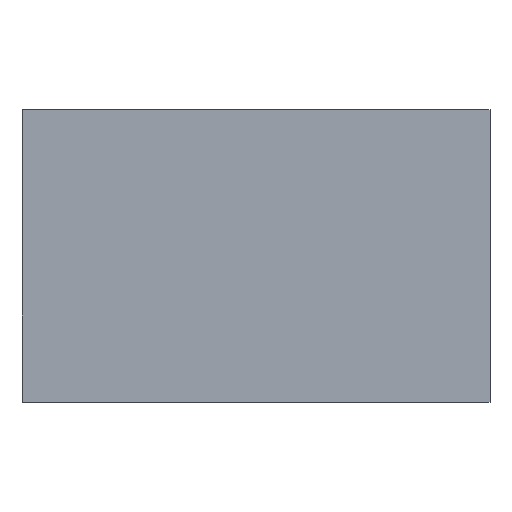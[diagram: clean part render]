
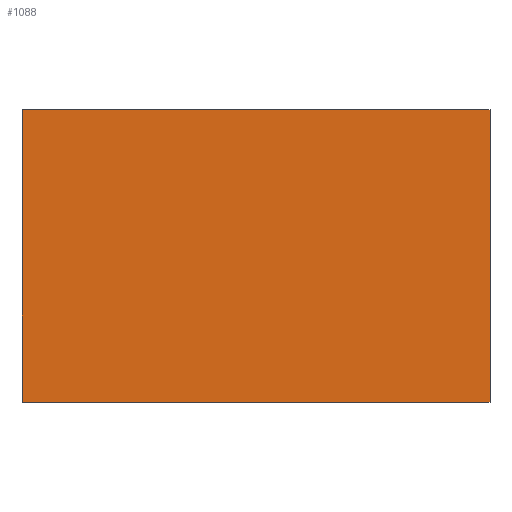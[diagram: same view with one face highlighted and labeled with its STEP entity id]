
A CAD part, top view. The second image highlights one B-rep face of the part: STEP entity #1088.
In plain terms, the highlighted planar face has unit normal (0, 0, 1).
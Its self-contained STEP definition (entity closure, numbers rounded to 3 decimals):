
#150=FACE_OUTER_BOUND('',#207,.T.);
#207=EDGE_LOOP('',(#948,#949,#950,#951));
#311=LINE('',#2003,#419);
#313=LINE('',#2007,#421);
#316=LINE('',#2012,#424);
#319=LINE('',#2016,#427);
#419=VECTOR('',#1300,10.);
#421=VECTOR('',#1304,10.);
#424=VECTOR('',#1309,10.);
#427=VECTOR('',#1314,10.);
#528=VERTEX_POINT('',#2000);
#529=VERTEX_POINT('',#2002);
#530=VERTEX_POINT('',#2006);
#531=VERTEX_POINT('',#2011);
#679=EDGE_CURVE('',#528,#529,#311,.T.);
#681=EDGE_CURVE('',#529,#530,#313,.T.);
#684=EDGE_CURVE('',#530,#531,#316,.T.);
#687=EDGE_CURVE('',#531,#528,#319,.T.);
#948=ORIENTED_EDGE('',*,*,#679,.F.);
#949=ORIENTED_EDGE('',*,*,#687,.F.);
#950=ORIENTED_EDGE('',*,*,#684,.F.);
#951=ORIENTED_EDGE('',*,*,#681,.F.);
#1031=PLANE('',#1141);
#1088=ADVANCED_FACE('',(#150),#1031,.T.);
#1141=AXIS2_PLACEMENT_3D('',#2017,#1315,#1316);
#1300=DIRECTION('',(0.,-1.,0.));
#1304=DIRECTION('',(-1.,0.,0.));
#1309=DIRECTION('',(0.,1.,0.));
#1314=DIRECTION('',(1.,0.,0.));
#1315=DIRECTION('center_axis',(0.,0.,1.));
#1316=DIRECTION('ref_axis',(1.,0.,0.));
#2000=CARTESIAN_POINT('',(1.,0.625,0.5));
#2002=CARTESIAN_POINT('',(1.,-0.625,0.5));
#2003=CARTESIAN_POINT('',(1.,0.625,0.5));
#2006=CARTESIAN_POINT('',(-1.,-0.625,0.5));
#2007=CARTESIAN_POINT('',(1.,-0.625,0.5));
#2011=CARTESIAN_POINT('',(-1.,0.625,0.5));
#2012=CARTESIAN_POINT('',(-1.,-0.625,0.5));
#2016=CARTESIAN_POINT('',(-1.,0.625,0.5));
#2017=CARTESIAN_POINT('Origin',(0.,0.,0.5));
